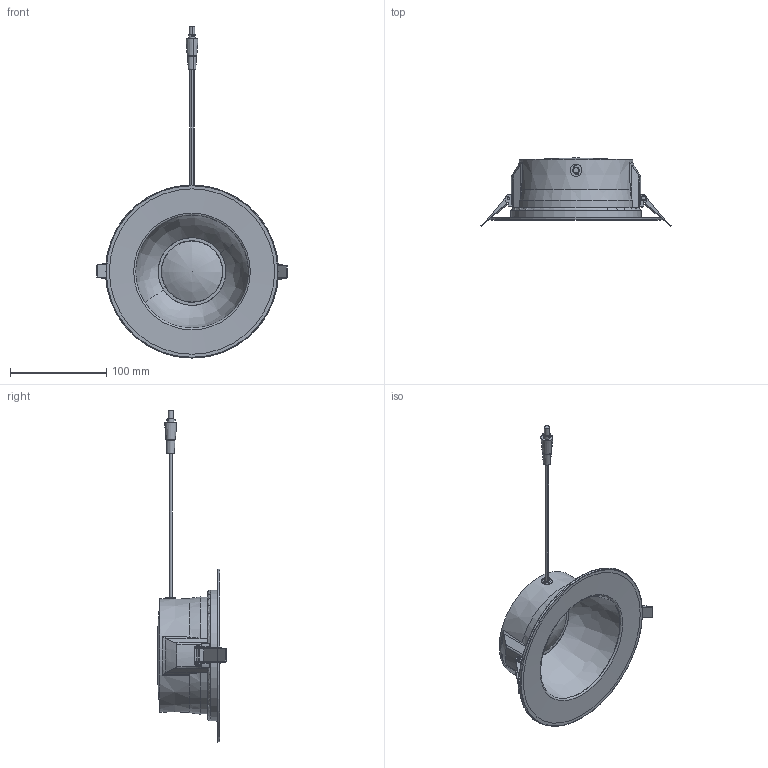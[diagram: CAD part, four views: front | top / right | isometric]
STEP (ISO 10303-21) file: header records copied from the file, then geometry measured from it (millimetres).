
FILE_DESCRIPTION (( 'STEP AP214' ), '1' );
FILE_NAME ('LEDVANCE_DL_UGR19_14W.STEP', '2022-02-07T12:17:30', ( '' ), ( '' ), 'SwSTEP 2.0', 'SolidWorks 2020', '' );
FILE_SCHEMA (( 'AUTOMOTIVE_DESIGN' ));
Length unit declared in the file: millimetre
Products named in the file (1): LEDVANCE_DL_UGR19_14W
Bounding box: 197.74 x 70.92 x 345.46 mm (x, y, z)
Volume: 128908.9 mm3; surface area: 165099 mm2
Topology: 12 solids, 12 shells, 388 faces, 979 edges, 628 vertices
Faces by surface type: plane 167, cylinder 110, bspline 72, cone 26, torus 11, sphere 2
Full cylindrical faces by diameter (mm): 78 x1
Entity records: 19069 total; most frequent: CARTESIAN_POINT 5815, ORIENTED_EDGE 1878, DIRECTION 1743, EDGE_CURVE 939, AXIS2_PLACEMENT_3D 640, VERTEX_POINT 620, VECTOR 463, LINE 463
